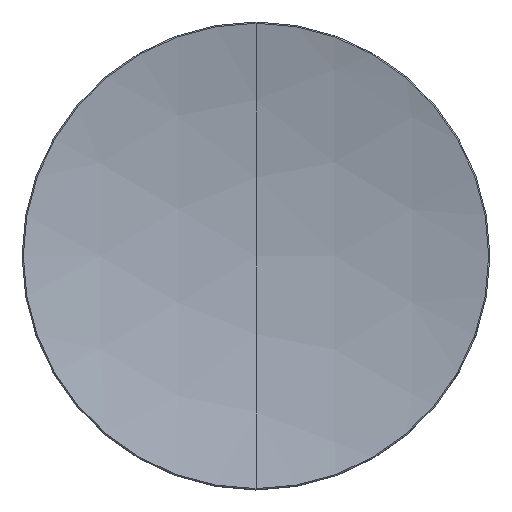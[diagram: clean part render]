
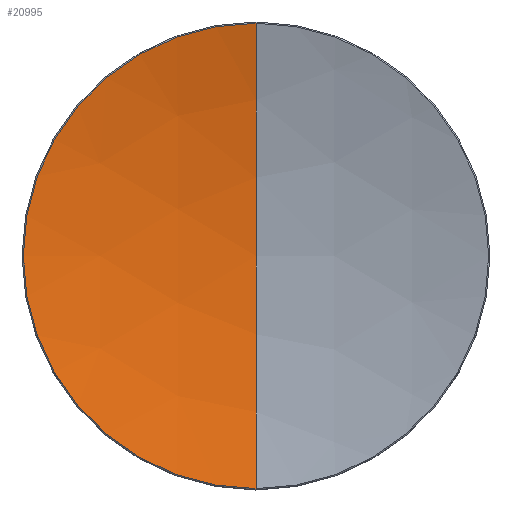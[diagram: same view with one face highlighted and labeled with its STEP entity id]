
A CAD part, top view. The second image highlights one B-rep face of the part: STEP entity #20995.
In plain terms, the highlighted spherical face has radius 150 mm.
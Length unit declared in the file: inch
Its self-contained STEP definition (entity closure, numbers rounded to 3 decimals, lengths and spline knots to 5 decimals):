
#5532 = DIRECTION ( 'NONE',  ( 0., 1., 0. ) ) ;
#5533 = DIRECTION ( 'NONE',  ( 1., 0., 0. ) ) ;
#5534 = CARTESIAN_POINT ( 'NONE',  ( 0., 0., 6.14173 ) ) ;
#5535 = AXIS2_PLACEMENT_3D ( 'NONE', #5534, #5533, #5532 ) ;
#5536 = CIRCLE ( 'NONE', #5535, 5.90551 ) ;
#5537 = CARTESIAN_POINT ( 'NONE',  ( 0., 0., 6.14173 ) ) ;
#5566 = DIRECTION ( 'NONE',  ( 0., 0., 1. ) ) ;
#5567 = DIRECTION ( 'NONE',  ( -1., 0., 0. ) ) ;
#5568 = AXIS2_PLACEMENT_3D ( 'NONE', #5537, #5567, #5566 ) ;
#5569 = CIRCLE ( 'NONE', #5568, 5.90551 ) ;
#5584 = DIRECTION ( 'NONE',  ( 1., 0., 0. ) ) ;
#5585 = CARTESIAN_POINT ( 'NONE',  ( 0., 0., 0.42178 ) ) ;
#5596 = CARTESIAN_POINT ( 'NONE',  ( 0., -1.46875, 0.42178 ) ) ;
#5602 = DIRECTION ( 'NONE',  ( 0., 0., 1. ) ) ;
#5604 = CARTESIAN_POINT ( 'NONE',  ( 0., 0., 0.23622 ) ) ;
#5605 = AXIS2_PLACEMENT_3D ( 'NONE', #5585, #5602, #5584 ) ;
#5606 = CIRCLE ( 'NONE', #5605, 1.46875 ) ;
#5804 = CARTESIAN_POINT ( 'NONE',  ( 0., 1.46875, 0.42178 ) ) ;
#5848 = DIRECTION ( 'NONE',  ( 1., 0., 0. ) ) ;
#5849 = DIRECTION ( 'NONE',  ( 0., 0., 1. ) ) ;
#5850 = CARTESIAN_POINT ( 'NONE',  ( 0., 0., 0.42178 ) ) ;
#5851 = AXIS2_PLACEMENT_3D ( 'NONE', #5850, #5849, #5848 ) ;
#5852 = CIRCLE ( 'NONE', #5851, 1.46875 ) ;
#7611 = SPHERICAL_SURFACE ( 'NONE', #7683, 5.90551 ) ;
#7636 = FACE_OUTER_BOUND ( 'NONE', #20998, .T. ) ;
#7680 = DIRECTION ( 'NONE',  ( 0., 1., 0. ) ) ;
#7681 = DIRECTION ( 'NONE',  ( 1., 0., 0. ) ) ;
#7682 = CARTESIAN_POINT ( 'NONE',  ( 0., 0., 6.14173 ) ) ;
#7683 = AXIS2_PLACEMENT_3D ( 'NONE', #7682, #7681, #7680 ) ;
#7705 = CARTESIAN_POINT ( 'NONE',  ( -1.46875, 0., 0.42178 ) ) ;
#20909 = VERTEX_POINT ( 'NONE', #7705 ) ;
#20995 = ADVANCED_FACE ( 'NONE', ( #7636 ), #7611, .F. ) ;
#20998 = EDGE_LOOP ( 'NONE', ( #21000, #21013, #21007, #21009 ) ) ;
#21000 = ORIENTED_EDGE ( 'NONE', *, *, #21208, .T. ) ;
#21007 = ORIENTED_EDGE ( 'NONE', *, *, #21008, .T. ) ;
#21008 = EDGE_CURVE ( 'NONE', #21015, #21016, #5536, .T. ) ;
#21009 = ORIENTED_EDGE ( 'NONE', *, *, #21010, .F. ) ;
#21010 = EDGE_CURVE ( 'NONE', #21199, #21016, #5569, .T. ) ;
#21013 = ORIENTED_EDGE ( 'NONE', *, *, #21014, .T. ) ;
#21014 = EDGE_CURVE ( 'NONE', #20909, #21015, #5606, .T. ) ;
#21015 = VERTEX_POINT ( 'NONE', #5596 ) ;
#21016 = VERTEX_POINT ( 'NONE', #5604 ) ;
#21199 = VERTEX_POINT ( 'NONE', #5804 ) ;
#21208 = EDGE_CURVE ( 'NONE', #21199, #20909, #5852, .T. ) ;
